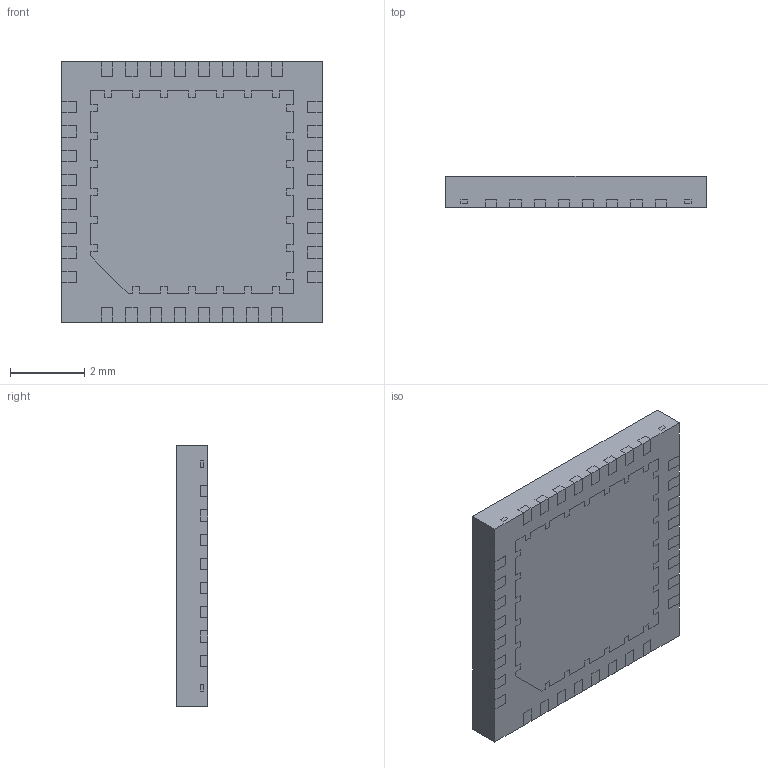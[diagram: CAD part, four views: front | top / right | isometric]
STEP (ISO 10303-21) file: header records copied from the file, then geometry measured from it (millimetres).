
FILE_DESCRIPTION (( 'STEP AP214' ), '1' );
FILE_NAME ('7x7_32_65.STEP', '2013-08-15T17:15:33', ( 'sw2011vm-Admin' ), ( '' ), 'SwSTEP 2.0', 'SolidWorks 2012', '' );
FILE_SCHEMA (( 'AUTOMOTIVE_DESIGN' ));
Length unit declared in the file: millimetre
Products named in the file (1): 7x7_32_65
Bounding box: 7 x 0.84 x 7 mm (x, y, z)
Volume: 14.4 mm3; surface area: 330.7 mm2
Topology: 100 solids, 100 shells, 1811 faces, 4969 edges, 3286 vertices
Faces by surface type: plane 1811
Entity records: 57192 total; most frequent: CARTESIAN_POINT 10067, ORIENTED_EDGE 9938, DIRECTION 8593, VECTOR 4969, LINE 4969, EDGE_CURVE 4969, VERTEX_POINT 3286, EDGE_LOOP 1821
